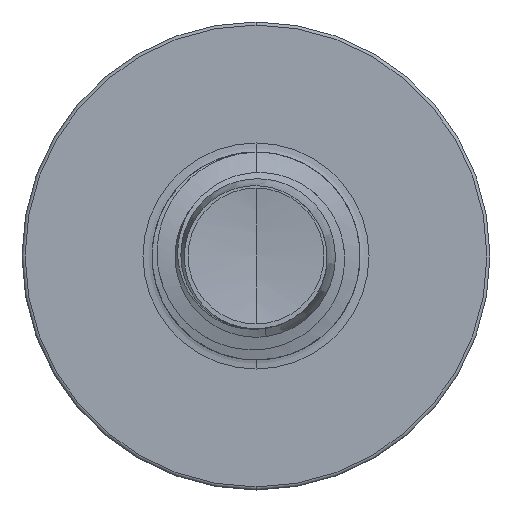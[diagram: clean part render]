
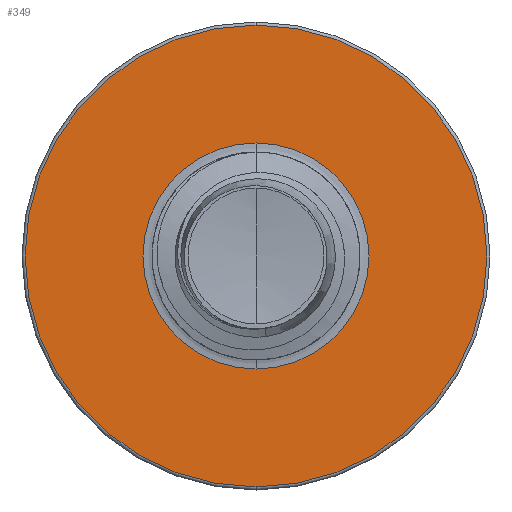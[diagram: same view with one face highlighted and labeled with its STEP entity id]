
A CAD part, front view. The second image highlights one B-rep face of the part: STEP entity #349.
In plain terms, the highlighted planar face has unit normal (0, -1, 0).
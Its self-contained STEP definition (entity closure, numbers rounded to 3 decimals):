
#349 = ADVANCED_FACE ( 'NONE', ( #5084, #4234 ), #15402, .F. ) ;
#485 = DIRECTION ( 'NONE',  ( 0., 0., 1. ) ) ;
#605 = EDGE_LOOP ( 'NONE', ( #4229, #3926 ) ) ;
#922 = VERTEX_POINT ( 'NONE', #8066 ) ;
#1139 = DIRECTION ( 'NONE',  ( 0., 0., 1. ) ) ;
#1481 = ORIENTED_EDGE ( 'NONE', *, *, #1686, .F. ) ;
#1632 = EDGE_CURVE ( 'NONE', #922, #12909, #1843, .T. ) ;
#1686 = EDGE_CURVE ( 'NONE', #3918, #6194, #2560, .T. ) ;
#1843 = CIRCLE ( 'NONE', #6175, 2.174 ) ;
#2256 = CIRCLE ( 'NONE', #6080, 4.44 ) ;
#2560 = CIRCLE ( 'NONE', #5877, 4.44 ) ;
#3918 = VERTEX_POINT ( 'NONE', #11234 ) ;
#3926 = ORIENTED_EDGE ( 'NONE', *, *, #11806, .T. ) ;
#4053 = EDGE_LOOP ( 'NONE', ( #19921, #1481 ) ) ;
#4229 = ORIENTED_EDGE ( 'NONE', *, *, #1632, .T. ) ;
#4234 = FACE_BOUND ( 'NONE', #605, .T. ) ;
#4734 = CIRCLE ( 'NONE', #5917, 2.174 ) ;
#5084 = FACE_OUTER_BOUND ( 'NONE', #4053, .T. ) ;
#5731 = DIRECTION ( 'NONE',  ( 0., 1., 0. ) ) ;
#5877 = AXIS2_PLACEMENT_3D ( 'NONE', #20857, #10954, #485 ) ;
#5917 = AXIS2_PLACEMENT_3D ( 'NONE', #6151, #18006, #7904 ) ;
#6080 = AXIS2_PLACEMENT_3D ( 'NONE', #21468, #11594, #1139 ) ;
#6151 = CARTESIAN_POINT ( 'NONE',  ( 0., 8.5, 0. ) ) ;
#6175 = AXIS2_PLACEMENT_3D ( 'NONE', #15974, #5731, #17618 ) ;
#6194 = VERTEX_POINT ( 'NONE', #11267 ) ;
#6583 = DIRECTION ( 'NONE',  ( 0., 1., 0. ) ) ;
#6778 = AXIS2_PLACEMENT_3D ( 'NONE', #11841, #6583, #15630 ) ;
#7904 = DIRECTION ( 'NONE',  ( 0., 0., 1. ) ) ;
#8066 = CARTESIAN_POINT ( 'NONE',  ( 0., 8.5, 2.174 ) ) ;
#10503 = EDGE_CURVE ( 'NONE', #6194, #3918, #2256, .T. ) ;
#10954 = DIRECTION ( 'NONE',  ( 0., 1., 0. ) ) ;
#11234 = CARTESIAN_POINT ( 'NONE',  ( 0., 8.5, -4.44 ) ) ;
#11267 = CARTESIAN_POINT ( 'NONE',  ( 0., 8.5, 4.44 ) ) ;
#11594 = DIRECTION ( 'NONE',  ( 0., 1., 0. ) ) ;
#11806 = EDGE_CURVE ( 'NONE', #12909, #922, #4734, .T. ) ;
#11841 = CARTESIAN_POINT ( 'NONE',  ( 0., 8.5, -2.174 ) ) ;
#12909 = VERTEX_POINT ( 'NONE', #13538 ) ;
#13538 = CARTESIAN_POINT ( 'NONE',  ( 0., 8.5, -2.174 ) ) ;
#15402 = PLANE ( 'NONE',  #6778 ) ;
#15630 = DIRECTION ( 'NONE',  ( 0., 0., 1. ) ) ;
#15974 = CARTESIAN_POINT ( 'NONE',  ( 0., 8.5, 0. ) ) ;
#17618 = DIRECTION ( 'NONE',  ( 0., 0., 1. ) ) ;
#18006 = DIRECTION ( 'NONE',  ( 0., 1., 0. ) ) ;
#19921 = ORIENTED_EDGE ( 'NONE', *, *, #10503, .F. ) ;
#20857 = CARTESIAN_POINT ( 'NONE',  ( 0., 8.5, 0. ) ) ;
#21468 = CARTESIAN_POINT ( 'NONE',  ( 0., 8.5, 0. ) ) ;
